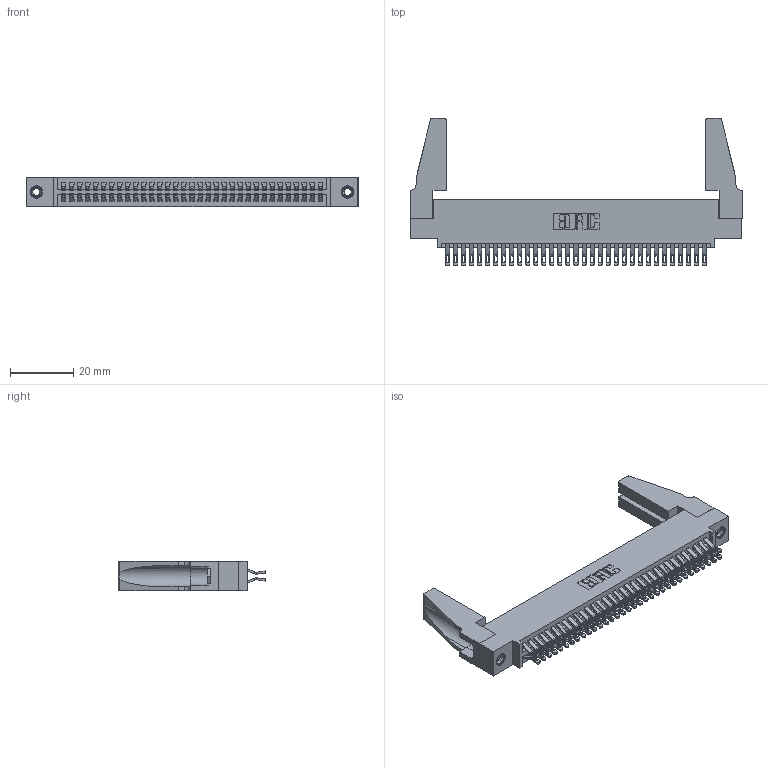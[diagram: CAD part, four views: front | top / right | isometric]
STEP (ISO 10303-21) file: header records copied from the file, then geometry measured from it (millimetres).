
FILE_DESCRIPTION (( 'STEP AP203' ), '1' );
FILE_NAME ('345-066-555-588.STEP', '2019-10-30T17:59:52', ( '' ), ( '' ), 'SwSTEP 2.0', 'SolidWorks 2016', '' );
FILE_SCHEMA (( 'CONFIG_CONTROL_DESIGN' ));
Length unit declared in the file: inch
Products named in the file (5): 345-250-001_345-250-001-102; 345 Part_0.110 Offset - 0.156 Dia-TH; 345-292-001_555 Tail; 345-066-555-588; 345-220-078_345-220-088
Assembly tree (71 placements, depth 2):
  345-066-555-588
    345 Part_0.110 Offset - 0.156 Dia-TH
    345-292-001_555 Tail  x66
    345-250-001_345-250-001-102  x2
    345-220-078_345-220-088  x2
Bounding box: 105.05 x 46.79 x 9.4 mm (x, y, z)
Volume: 13492.1 mm3; surface area: 18842.4 mm2
Topology: 71 solids, 71 shells, 3950 faces, 12349 edges, 8222 vertices
Faces by surface type: plane 2202, cylinder 1732, cone 12, torus 4
Entity records: 29710 total; most frequent: CARTESIAN_POINT 5020, ORIENTED_EDGE 4884, DIRECTION 4410, EDGE_CURVE 2442, VECTOR 2116, LINE 2116, VERTEX_POINT 1622, AXIS2_PLACEMENT_3D 1147
